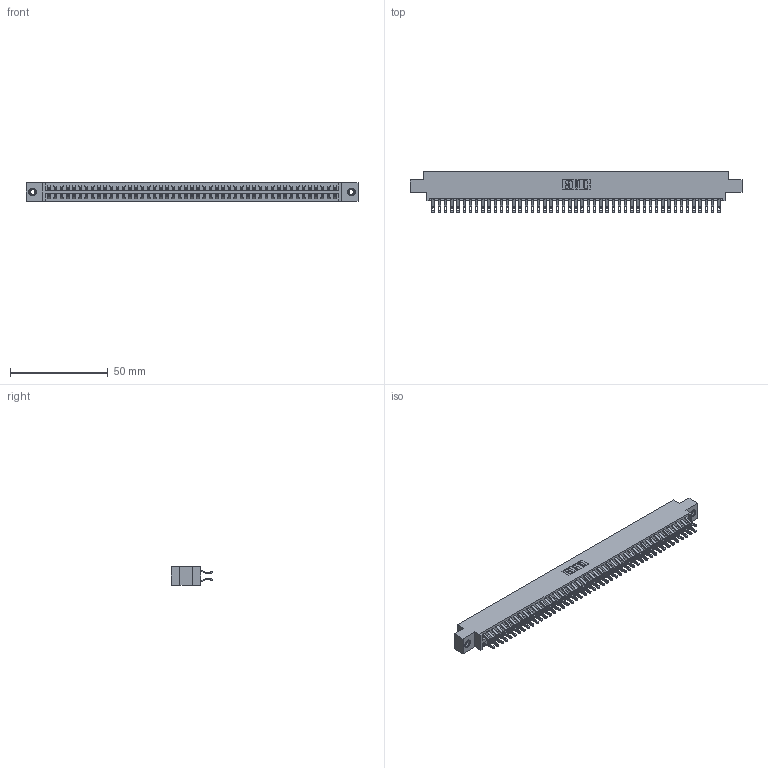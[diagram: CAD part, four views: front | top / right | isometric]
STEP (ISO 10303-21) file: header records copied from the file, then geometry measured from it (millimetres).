
FILE_DESCRIPTION (( 'STEP AP203' ), '1' );
FILE_NAME ('346-094-555-807.STEP', '2018-08-30T05:36:05', ( '' ), ( '' ), 'SwSTEP 2.0', 'SolidWorks 2016', '' );
FILE_SCHEMA (( 'CONFIG_CONTROL_DESIGN' ));
Length unit declared in the file: inch
Products named in the file (4): 346 Part_0.170 Offset - 0.156 Dia-TI; 345-292-001_555 Tail; 345-250-001_345-250-005-103; 346-094-555-807
Assembly tree (97 placements, depth 2):
  346-094-555-807
    346 Part_0.170 Offset - 0.156 Dia-TI
    345-292-001_555 Tail  x94
    345-250-001_345-250-005-103  x2
Bounding box: 169.8 x 21.46 x 9.4 mm (x, y, z)
Volume: 16700.9 mm3; surface area: 24220.3 mm2
Topology: 97 solids, 97 shells, 5638 faces, 17679 edges, 11778 vertices
Faces by surface type: plane 3214, cylinder 2408, cone 12, torus 4
Entity records: 31644 total; most frequent: CARTESIAN_POINT 5229, ORIENTED_EDGE 5126, DIRECTION 4653, EDGE_CURVE 2563, VECTOR 2203, LINE 2203, VERTEX_POINT 1704, AXIS2_PLACEMENT_3D 1225
